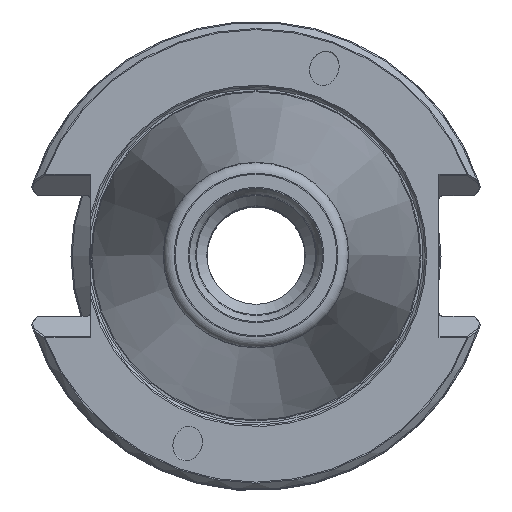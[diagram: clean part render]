
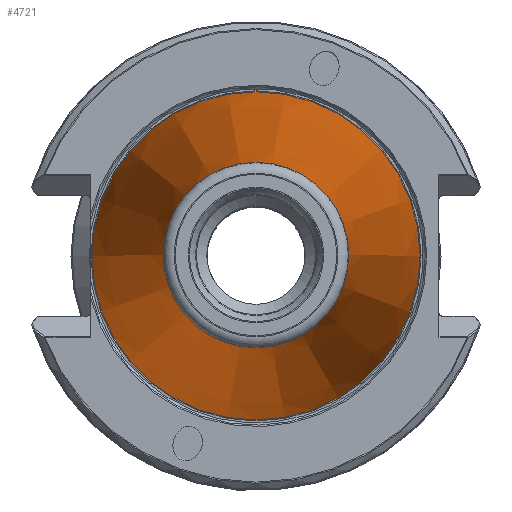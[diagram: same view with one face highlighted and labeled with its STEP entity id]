
A CAD part, top view. The second image highlights one B-rep face of the part: STEP entity #4721.
In plain terms, the highlighted conical face has half-angle 8.297 degrees and reference radius 12.415 mm.
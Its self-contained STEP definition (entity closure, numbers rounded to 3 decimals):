
#1213=ORIENTED_EDGE('',*,*,#1886,.T.);
#1214=ORIENTED_EDGE('',*,*,#1887,.T.);
#1886=EDGE_CURVE('',#2252,#2252,#2428,.F.);
#1887=EDGE_CURVE('',#2253,#2253,#2429,.T.);
#2252=VERTEX_POINT('',#7297);
#2253=VERTEX_POINT('',#7299);
#2428=CIRCLE('',#5067,12.602);
#2429=CIRCLE('',#5068,22.302);
#2651=EDGE_LOOP('',(#1213));
#2652=EDGE_LOOP('',(#1214));
#2956=FACE_BOUND('',#2651,.T.);
#2957=FACE_BOUND('',#2652,.T.);
#3110=CONICAL_SURFACE('',#5066,12.415,0.145);
#4721=ADVANCED_FACE('',(#2956,#2957),#3110,.T.);
#5066=AXIS2_PLACEMENT_3D('',#7295,#5841,#5842);
#5067=AXIS2_PLACEMENT_3D('',#7296,#5843,#5844);
#5068=AXIS2_PLACEMENT_3D('',#7298,#5845,#5846);
#5841=DIRECTION('',(0.,0.,-1.));
#5842=DIRECTION('',(-1.,0.,0.));
#5843=DIRECTION('',(0.,0.,1.));
#5844=DIRECTION('',(1.,0.,0.));
#5845=DIRECTION('',(0.,0.,1.));
#5846=DIRECTION('',(1.,0.,0.));
#7295=CARTESIAN_POINT('',(0.,0.,68.45));
#7296=CARTESIAN_POINT('',(0.,0.,67.166));
#7297=CARTESIAN_POINT('',(12.602,0.,67.166));
#7298=CARTESIAN_POINT('',(0.,0.,0.65));
#7299=CARTESIAN_POINT('',(22.302,0.,0.65));
